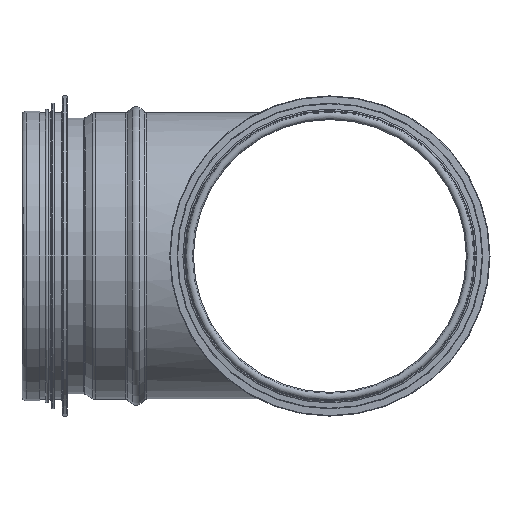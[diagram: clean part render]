
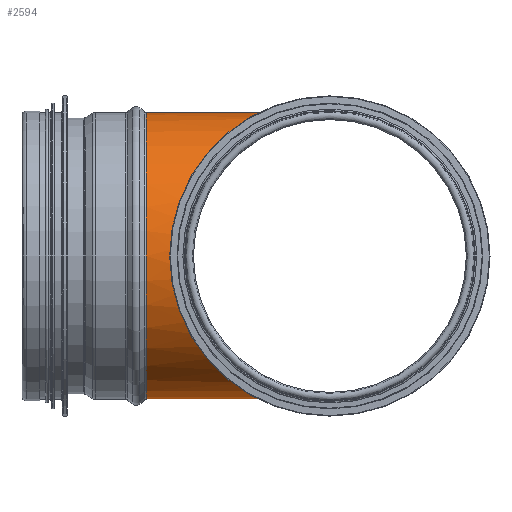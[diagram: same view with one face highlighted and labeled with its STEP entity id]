
A CAD part, front view. The second image highlights one B-rep face of the part: STEP entity #2594.
In plain terms, the highlighted cylindrical face has radius 49.025 mm (diameter 98.05 mm), a full revolution.
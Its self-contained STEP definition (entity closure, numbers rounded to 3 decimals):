
#2509=CARTESIAN_POINT('',(-48.984,2.2,-1.996));
#2510=VERTEX_POINT('',#2509);
#2520=CARTESIAN_POINT('',(48.984,2.2,-1.996));
#2521=VERTEX_POINT('',#2520);
#2522=CARTESIAN_POINT('',(0.,0.,0.0));
#2523=DIRECTION('',(0.,-0.672,-0.741));
#2524=DIRECTION('',(0.,0.741,-0.672));
#2525=AXIS2_PLACEMENT_3D('',#2522,#2523,#2524);
#2526=ELLIPSE('',#2525,72.953,49.025);
#2527=EDGE_CURVE('',#2510,#2521,#2526,.T.);
#2550=CARTESIAN_POINT('',(0.,32.45,0.0));
#2551=DIRECTION('',(0.,1.0,0.0));
#2552=DIRECTION('',(-1.0,0.0,0.0));
#2553=AXIS2_PLACEMENT_3D('',#2550,#2551,#2552);
#2554=CYLINDRICAL_SURFACE('',#2553,49.025);
#2555=ORIENTED_EDGE('',*,*,#2527,.F.);
#2556=CARTESIAN_POINT('',(-48.984,2.2,1.996));
#2557=VERTEX_POINT('',#2556);
#2558=CARTESIAN_POINT('',(0.,2.2,0.0));
#2559=DIRECTION('',(0.0,1.0,0.0));
#2560=DIRECTION('',(-1.0,0.0,0.0));
#2561=AXIS2_PLACEMENT_3D('',#2558,#2559,#2560);
#2562=CIRCLE('',#2561,49.025);
#2563=EDGE_CURVE('',#2510,#2557,#2562,.T.);
#2564=ORIENTED_EDGE('',*,*,#2563,.T.);
#2565=CARTESIAN_POINT('',(48.984,2.2,1.996));
#2566=VERTEX_POINT('',#2565);
#2567=CARTESIAN_POINT('',(0.,0.,0.0));
#2568=DIRECTION('',(0.,-0.672,0.741));
#2569=DIRECTION('',(0.,0.741,0.672));
#2570=AXIS2_PLACEMENT_3D('',#2567,#2568,#2569);
#2571=ELLIPSE('',#2570,72.953,49.025);
#2572=EDGE_CURVE('',#2566,#2557,#2571,.T.);
#2573=ORIENTED_EDGE('',*,*,#2572,.F.);
#2574=CARTESIAN_POINT('',(0.,2.2,0.0));
#2575=DIRECTION('',(0.0,1.0,0.0));
#2576=DIRECTION('',(-1.0,0.0,0.0));
#2577=AXIS2_PLACEMENT_3D('',#2574,#2575,#2576);
#2578=CIRCLE('',#2577,49.025);
#2579=EDGE_CURVE('',#2566,#2521,#2578,.T.);
#2580=ORIENTED_EDGE('',*,*,#2579,.T.);
#2581=EDGE_LOOP('',(#2555,#2564,#2573,#2580));
#2582=FACE_OUTER_BOUND('',#2581,.T.);
#2583=CARTESIAN_POINT('',(-49.025,62.7,0.0));
#2584=VERTEX_POINT('',#2583);
#2585=CARTESIAN_POINT('',(0.,62.7,0.0));
#2586=DIRECTION('',(0.0,1.0,0.0));
#2587=DIRECTION('',(-1.0,0.0,0.0));
#2588=AXIS2_PLACEMENT_3D('',#2585,#2586,#2587);
#2589=CIRCLE('',#2588,49.025);
#2590=EDGE_CURVE('',#2584,#2584,#2589,.T.);
#2591=ORIENTED_EDGE('',*,*,#2590,.F.);
#2592=EDGE_LOOP('',(#2591));
#2593=FACE_BOUND('',#2592,.T.);
#2594=ADVANCED_FACE('',(#2582,#2593),#2554,.T.);
